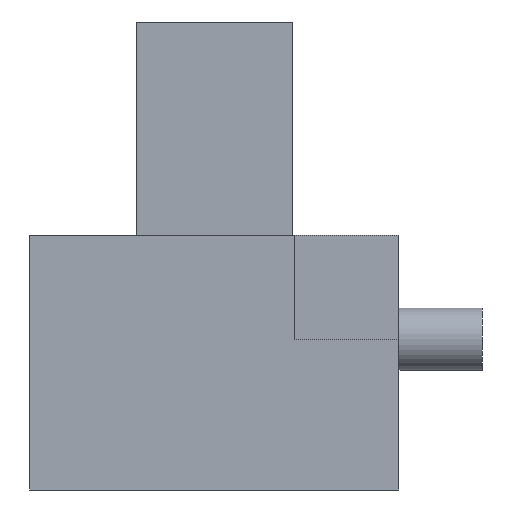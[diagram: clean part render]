
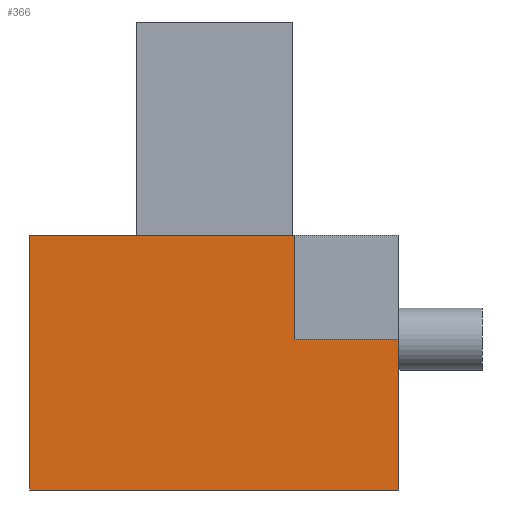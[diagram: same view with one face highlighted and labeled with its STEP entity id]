
A CAD part, front view. The second image highlights one B-rep face of the part: STEP entity #366.
In plain terms, the highlighted planar face has unit normal (0, -1, 0).
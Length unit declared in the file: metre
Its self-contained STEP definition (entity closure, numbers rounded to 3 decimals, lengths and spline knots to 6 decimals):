
#25=ORIENTED_EDGE('',*,*,#117,.F.);
#26=ORIENTED_EDGE('',*,*,#118,.T.);
#27=ORIENTED_EDGE('',*,*,#119,.T.);
#28=ORIENTED_EDGE('',*,*,#120,.T.);
#29=ORIENTED_EDGE('',*,*,#121,.T.);
#30=ORIENTED_EDGE('',*,*,#122,.F.);
#117=EDGE_CURVE('',#163,#164,#195,.T.);
#118=EDGE_CURVE('',#163,#165,#196,.T.);
#119=EDGE_CURVE('',#165,#166,#197,.T.);
#120=EDGE_CURVE('',#166,#167,#198,.T.);
#121=EDGE_CURVE('',#167,#168,#199,.T.);
#122=EDGE_CURVE('',#164,#168,#200,.T.);
#163=VERTEX_POINT('',#661);
#164=VERTEX_POINT('',#662);
#165=VERTEX_POINT('',#664);
#166=VERTEX_POINT('',#666);
#167=VERTEX_POINT('',#668);
#168=VERTEX_POINT('',#670);
#195=LINE('',#660,#237);
#196=LINE('',#663,#238);
#197=LINE('',#665,#239);
#198=LINE('',#667,#240);
#199=LINE('',#669,#241);
#200=LINE('',#671,#242);
#237=VECTOR('',#563,1.);
#238=VECTOR('',#564,1.);
#239=VECTOR('',#565,1.);
#240=VECTOR('',#566,1.);
#241=VECTOR('',#567,1.);
#242=VECTOR('',#568,1.);
#274=EDGE_LOOP('',(#25,#26,#27,#28,#29,#30));
#300=FACE_BOUND('',#274,.T.);
#326=PLANE('',#527);
#366=ADVANCED_FACE('',(#300),#326,.T.);
#527=AXIS2_PLACEMENT_3D('',#659,#561,#562);
#561=DIRECTION('',(0.,-1.,0.));
#562=DIRECTION('',(0.,0.,-1.));
#563=DIRECTION('',(0.,0.,-1.));
#564=DIRECTION('',(-1.,0.,0.));
#565=DIRECTION('',(0.,0.,1.));
#566=DIRECTION('',(-1.,0.,0.));
#567=DIRECTION('',(0.,0.,-1.));
#568=DIRECTION('',(-1.,0.,0.));
#659=CARTESIAN_POINT('',(0.,-0.0035,0.00245));
#660=CARTESIAN_POINT('',(0.001775,-0.0035,0.00245));
#661=CARTESIAN_POINT('',(0.001775,-0.0035,0.00145));
#662=CARTESIAN_POINT('',(0.001775,-0.0035,0.));
#663=CARTESIAN_POINT('',(0.,-0.0035,0.00145));
#664=CARTESIAN_POINT('',(0.000775,-0.0035,0.00145));
#665=CARTESIAN_POINT('',(0.000775,-0.0035,0.00145));
#666=CARTESIAN_POINT('',(0.000775,-0.0035,0.00245));
#667=CARTESIAN_POINT('',(0.,-0.0035,0.00245));
#668=CARTESIAN_POINT('',(-0.001775,-0.0035,0.00245));
#669=CARTESIAN_POINT('',(-0.001775,-0.0035,0.00245));
#670=CARTESIAN_POINT('',(-0.001775,-0.0035,0.));
#671=CARTESIAN_POINT('',(0.,-0.0035,0.));
